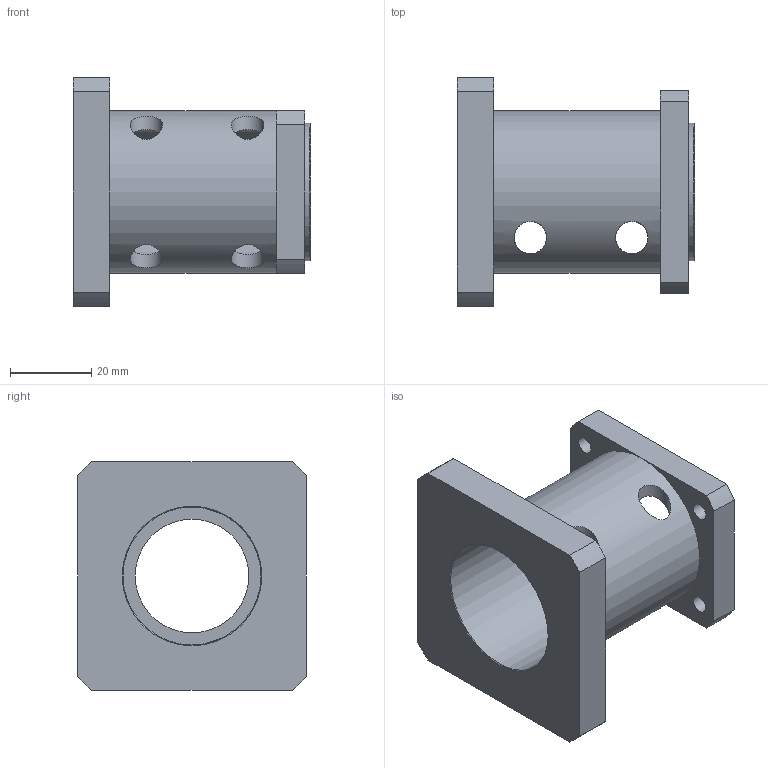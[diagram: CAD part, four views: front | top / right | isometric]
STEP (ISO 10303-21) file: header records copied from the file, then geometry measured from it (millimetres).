
FILE_DESCRIPTION(/* description */ (''),/* implementation_level */ '2;1');
FILE_NAME(/* name */ 'VK MTJ40 56 X 56 GESM14.stp',/* time_stamp */ '2015-08-17T08:53:05+01:00',/* author */ ('Hypex'),/* organization */ ('Hypex'),/* preprocessor_version */ 'ST-DEVELOPER v15.2',/* originating_system */ 'Autodesk Inventor 2014',/* authorisation */ '');
FILE_SCHEMA (('AUTOMOTIVE_DESIGN { 1 0 10303 214 3 1 1 }'));
Length unit declared in the file: millimetre
Products named in the file (1): VK MTJ40 56 X 56 GESM14
Bounding box: 58.5 x 56.4 x 56.4 mm (x, y, z)
Volume: 42934.6 mm3; surface area: 21235 mm2
Topology: 1 solids, 1 shells, 38 faces, 98 edges, 65 vertices
Faces by surface type: cylinder 20, plane 15, cone 3
Full cylindrical faces by diameter (mm): 4.2 x4, 8 x4, 28 x1, 34 x2, 40 x1
Entity records: 1387 total; most frequent: CARTESIAN_POINT 473, DIRECTION 184, ORIENTED_EDGE 156, EDGE_CURVE 78, AXIS2_PLACEMENT_3D 75, EDGE_LOOP 74, VERTEX_POINT 60, FACE_BOUND 41
